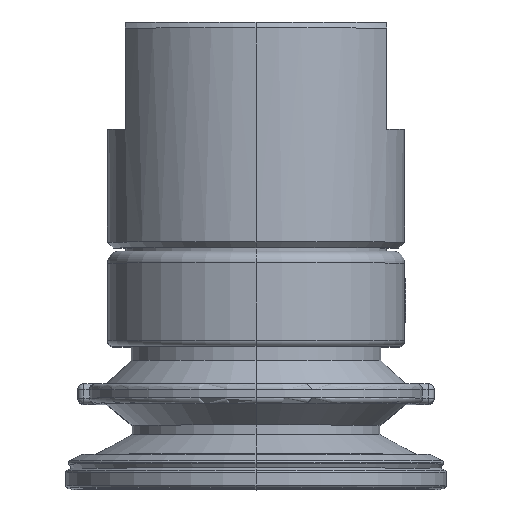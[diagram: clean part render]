
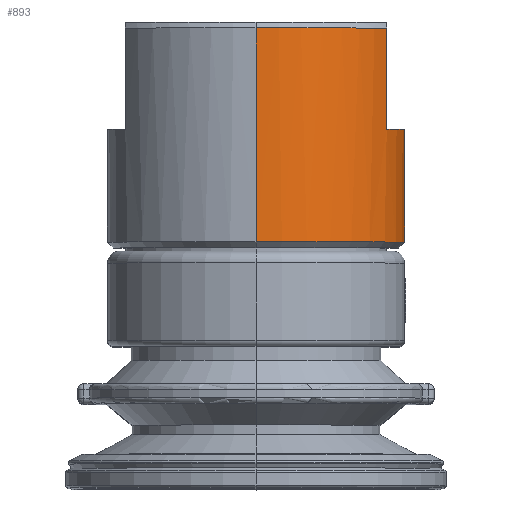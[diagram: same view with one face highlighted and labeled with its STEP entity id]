
A CAD part, top view. The second image highlights one B-rep face of the part: STEP entity #893.
In plain terms, the highlighted cylindrical face has radius 12.5 mm (diameter 25 mm), a partial arc.
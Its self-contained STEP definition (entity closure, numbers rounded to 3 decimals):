
#893=ADVANCED_FACE('',(#1805),#1806,.T.);
#1805=FACE_OUTER_BOUND('',#4080,.T.);
#1806=CYLINDRICAL_SURFACE('',#4081,12.5);
#4080=EDGE_LOOP('',(#6440,#6441,#6442,#6443,#6444,#6445,#6446,#6447));
#4081=AXIS2_PLACEMENT_3D('',#6448,#6449,#6450);
#6440=ORIENTED_EDGE('',*,*,#7448,.T.);
#6441=ORIENTED_EDGE('',*,*,#7475,.T.);
#6442=ORIENTED_EDGE('',*,*,#7472,.T.);
#6443=ORIENTED_EDGE('',*,*,#7476,.F.);
#6444=ORIENTED_EDGE('',*,*,#7477,.T.);
#6445=ORIENTED_EDGE('',*,*,#7478,.F.);
#6446=ORIENTED_EDGE('',*,*,#7479,.F.);
#6447=ORIENTED_EDGE('',*,*,#7480,.T.);
#6448=CARTESIAN_POINT('',(0.0,39.3,0.0));
#6449=DIRECTION('',(0.0,-1.0,-0.0));
#6450=DIRECTION('',(0.0,0.0,-1.0));
#7448=EDGE_CURVE('',#8747,#8744,#8748,.T.);
#7472=EDGE_CURVE('',#8788,#8786,#8789,.T.);
#7475=EDGE_CURVE('',#8744,#8788,#8792,.T.);
#7476=EDGE_CURVE('',#8777,#8786,#8793,.T.);
#7477=EDGE_CURVE('',#8777,#8794,#8795,.T.);
#7478=EDGE_CURVE('',#8796,#8794,#8797,.T.);
#7479=EDGE_CURVE('',#8798,#8796,#8799,.T.);
#7480=EDGE_CURVE('',#8798,#8747,#8800,.T.);
#8744=VERTEX_POINT('',#11100);
#8747=VERTEX_POINT('',#11104);
#8748=CIRCLE('',#11105,12.5);
#8777=VERTEX_POINT('',#11143);
#8786=VERTEX_POINT('',#11156);
#8788=VERTEX_POINT('',#11159);
#8789=CIRCLE('',#11160,12.5);
#8792=LINE('',#11164,#11165);
#8793=LINE('',#11166,#11167);
#8794=VERTEX_POINT('',#11168);
#8795=CIRCLE('',#11169,12.5);
#8796=VERTEX_POINT('',#11170);
#8797=LINE('',#11171,#11172);
#8798=VERTEX_POINT('',#11173);
#8799=CIRCLE('',#11174,12.5);
#8800=LINE('',#11175,#11176);
#11100=CARTESIAN_POINT('',(0.,38.8,12.5));
#11104=CARTESIAN_POINT('',(11.0,38.8,5.937));
#11105=AXIS2_PLACEMENT_3D('',#12275,#12276,#12277);
#11143=CARTESIAN_POINT('',(0.0,38.8,-12.5));
#11156=CARTESIAN_POINT('',(0.0,20.8,-12.5));
#11159=CARTESIAN_POINT('',(0.,20.8,12.5));
#11160=AXIS2_PLACEMENT_3D('',#12310,#12311,#12312);
#11164=CARTESIAN_POINT('',(0.,39.3,12.5));
#11165=VECTOR('',#12314,1000.0);
#11166=CARTESIAN_POINT('',(0.0,39.3,-12.5));
#11167=VECTOR('',#12315,1000.0);
#11168=CARTESIAN_POINT('',(11.0,38.8,-5.937));
#11169=AXIS2_PLACEMENT_3D('',#12316,#12317,#12318);
#11170=CARTESIAN_POINT('',(11.0,30.3,-5.937));
#11171=CARTESIAN_POINT('',(11.0,30.3,-5.937));
#11172=VECTOR('',#12319,1000.0);
#11173=CARTESIAN_POINT('',(11.0,30.3,5.937));
#11174=AXIS2_PLACEMENT_3D('',#12320,#12321,#12322);
#11175=CARTESIAN_POINT('',(11.0,30.3,5.937));
#11176=VECTOR('',#12323,1000.0);
#12275=CARTESIAN_POINT('',(0.0,38.8,0.0));
#12276=DIRECTION('',(0.0,-1.0,0.0));
#12277=DIRECTION('',(0.,0.0,1.0));
#12310=CARTESIAN_POINT('',(0.0,20.8,0.0));
#12311=DIRECTION('',(0.0,1.0,0.0));
#12312=DIRECTION('',(0.0,0.0,1.0));
#12314=DIRECTION('',(-0.0,-1.0,-0.0));
#12315=DIRECTION('',(-0.0,-1.0,-0.0));
#12316=CARTESIAN_POINT('',(0.0,38.8,0.0));
#12317=DIRECTION('',(0.0,-1.0,0.0));
#12318=DIRECTION('',(0.0,0.0,1.0));
#12319=DIRECTION('',(0.0,1.0,0.));
#12320=CARTESIAN_POINT('',(0.0,30.3,0.));
#12321=DIRECTION('',(0.0,1.0,0.));
#12322=DIRECTION('',(0.0,0.,1.0));
#12323=DIRECTION('',(0.0,1.0,0.));
